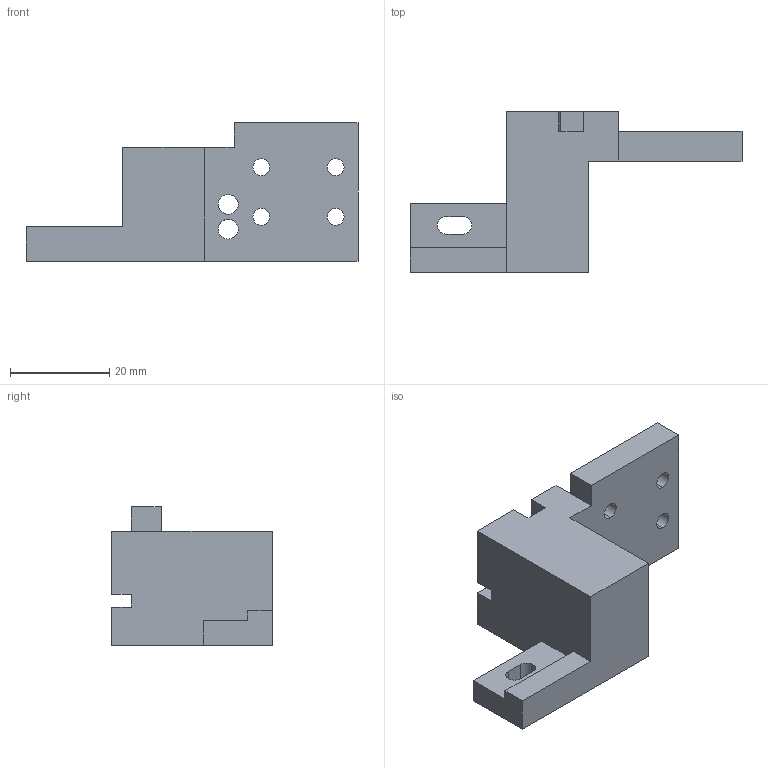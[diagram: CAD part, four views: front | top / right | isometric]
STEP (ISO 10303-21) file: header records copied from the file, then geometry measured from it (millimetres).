
FILE_DESCRIPTION (( 'STEP AP214' ), '1' );
FILE_NAME ('MGN9C Y-axis mount.STEP', '2025-01-15T01:24:26', ( '' ), ( '' ), 'SwSTEP 2.0', 'SolidWorks 2022', '' );
FILE_SCHEMA (( 'AUTOMOTIVE_DESIGN' ));
Length unit declared in the file: millimetre
Products named in the file (1): MGN9C Y-axis mount
Bounding box: 67 x 32.45 x 28 mm (x, y, z)
Volume: 18186.9 mm3; surface area: 7023.8 mm2
Topology: 1 solids, 1 shells, 49 faces, 146 edges, 97 vertices
Faces by surface type: plane 30, cylinder 19
Entity records: 1720 total; most frequent: CARTESIAN_POINT 293, ORIENTED_EDGE 292, DIRECTION 292, EDGE_CURVE 146, VECTOR 100, LINE 100, VERTEX_POINT 97, AXIS2_PLACEMENT_3D 96
